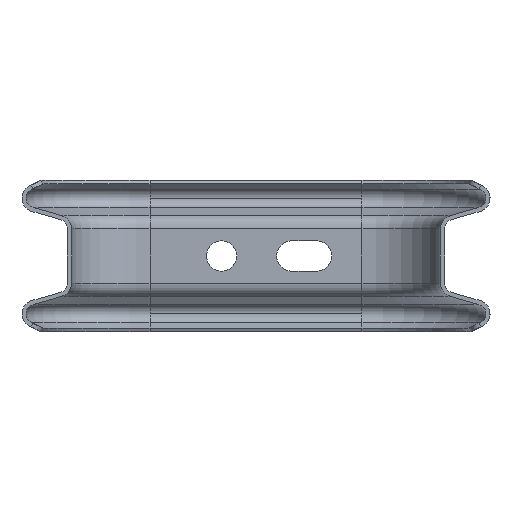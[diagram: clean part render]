
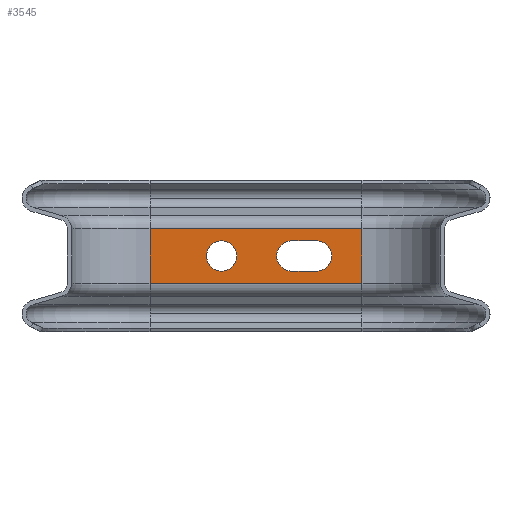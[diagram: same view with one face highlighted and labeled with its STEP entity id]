
A CAD part, left-side view. The second image highlights one B-rep face of the part: STEP entity #3545.
In plain terms, the highlighted planar face has unit normal (-1, 0, 0).
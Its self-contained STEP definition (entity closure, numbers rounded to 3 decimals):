
#75 = ORIENTED_EDGE ( 'NONE', *, *, #1956, .T. ) ;
#92 = ORIENTED_EDGE ( 'NONE', *, *, #580, .F. ) ;
#114 = FACE_OUTER_BOUND ( 'NONE', #4483, .T. ) ;
#189 = VERTEX_POINT ( 'NONE', #1717 ) ;
#242 = VECTOR ( 'NONE', #412, 1000. ) ;
#252 = CIRCLE ( 'NONE', #2754, 5.5 ) ;
#287 = DIRECTION ( 'NONE',  ( -1., 0., 0. ) ) ;
#396 = VERTEX_POINT ( 'NONE', #2096 ) ;
#412 = DIRECTION ( 'NONE',  ( 0., -1., 0. ) ) ;
#569 = DIRECTION ( 'NONE',  ( 0., -1., 0. ) ) ;
#580 = EDGE_CURVE ( 'NONE', #396, #1118, #3089, .T. ) ;
#604 = DIRECTION ( 'NONE',  ( -1., 0., 0. ) ) ;
#668 = LINE ( 'NONE', #4214, #4716 ) ;
#791 = EDGE_CURVE ( 'NONE', #1184, #804, #668, .T. ) ;
#804 = VERTEX_POINT ( 'NONE', #2470 ) ;
#820 = CARTESIAN_POINT ( 'NONE',  ( 176.5, -81.5, 5.5 ) ) ;
#884 = CIRCLE ( 'NONE', #4512, 5.5 ) ;
#906 = VECTOR ( 'NONE', #1540, 1000. ) ;
#1117 = CARTESIAN_POINT ( 'NONE',  ( 176.5, -30., -9.862 ) ) ;
#1118 = VERTEX_POINT ( 'NONE', #3780 ) ;
#1142 = EDGE_CURVE ( 'NONE', #2159, #396, #252, .T. ) ;
#1146 = VECTOR ( 'NONE', #1567, 1000. ) ;
#1184 = VERTEX_POINT ( 'NONE', #1117 ) ;
#1186 = DIRECTION ( 'NONE',  ( 0., 0., 1. ) ) ;
#1241 = AXIS2_PLACEMENT_3D ( 'NONE', #3410, #4810, #4393 ) ;
#1350 = LINE ( 'NONE', #3492, #5161 ) ;
#1379 = DIRECTION ( 'NONE',  ( 0., -1., 0. ) ) ;
#1415 = DIRECTION ( 'NONE',  ( 0., 1., 0. ) ) ;
#1540 = DIRECTION ( 'NONE',  ( 0., 0., 1. ) ) ;
#1542 = CARTESIAN_POINT ( 'NONE',  ( 176.5, -56., 0. ) ) ;
#1561 = VERTEX_POINT ( 'NONE', #4617 ) ;
#1567 = DIRECTION ( 'NONE',  ( 0., 1., 0. ) ) ;
#1599 = DIRECTION ( 'NONE',  ( -1., 0., 0. ) ) ;
#1651 = CARTESIAN_POINT ( 'NONE',  ( 176.5, -90.5, 5.5 ) ) ;
#1717 = CARTESIAN_POINT ( 'NONE',  ( 176.5, -56., -5.5 ) ) ;
#1732 = ORIENTED_EDGE ( 'NONE', *, *, #4207, .F. ) ;
#1743 = CARTESIAN_POINT ( 'NONE',  ( 176.5, -107., -9.862 ) ) ;
#1811 = CIRCLE ( 'NONE', #3130, 5.5 ) ;
#1956 = EDGE_CURVE ( 'NONE', #2313, #5157, #2774, .T. ) ;
#2051 = DIRECTION ( 'NONE',  ( 0., 0., 1. ) ) ;
#2096 = CARTESIAN_POINT ( 'NONE',  ( 176.5, -81.5, -5.5 ) ) ;
#2144 = ORIENTED_EDGE ( 'NONE', *, *, #1142, .F. ) ;
#2159 = VERTEX_POINT ( 'NONE', #820 ) ;
#2313 = VERTEX_POINT ( 'NONE', #1743 ) ;
#2339 = CARTESIAN_POINT ( 'NONE',  ( 176.5, -107., 9.862 ) ) ;
#2470 = CARTESIAN_POINT ( 'NONE',  ( 176.5, -30., 9.862 ) ) ;
#2754 = AXIS2_PLACEMENT_3D ( 'NONE', #3346, #287, #2051 ) ;
#2770 = PLANE ( 'NONE',  #4969 ) ;
#2774 = LINE ( 'NONE', #5133, #906 ) ;
#2783 = LINE ( 'NONE', #4562, #3205 ) ;
#2797 = DIRECTION ( 'NONE',  ( 1., 0., 0. ) ) ;
#2877 = EDGE_LOOP ( 'NONE', ( #3708, #5047 ) ) ;
#3068 = CARTESIAN_POINT ( 'NONE',  ( 176.5, -56., 0. ) ) ;
#3089 = LINE ( 'NONE', #5688, #242 ) ;
#3130 = AXIS2_PLACEMENT_3D ( 'NONE', #3068, #604, #5094 ) ;
#3203 = CARTESIAN_POINT ( 'NONE',  ( 176.5, -30., 9.862 ) ) ;
#3205 = VECTOR ( 'NONE', #569, 1000. ) ;
#3288 = ORIENTED_EDGE ( 'NONE', *, *, #5356, .T. ) ;
#3346 = CARTESIAN_POINT ( 'NONE',  ( 176.5, -81.5, 0. ) ) ;
#3410 = CARTESIAN_POINT ( 'NONE',  ( 176.5, -90.5, 0. ) ) ;
#3492 = CARTESIAN_POINT ( 'NONE',  ( 176.5, -30., -9.862 ) ) ;
#3545 = ADVANCED_FACE ( 'NONE', ( #4984, #3703, #114 ), #2770, .F. ) ;
#3597 = EDGE_LOOP ( 'NONE', ( #4116, #1732, #92, #2144 ) ) ;
#3703 = FACE_BOUND ( 'NONE', #2877, .T. ) ;
#3708 = ORIENTED_EDGE ( 'NONE', *, *, #5064, .F. ) ;
#3738 = EDGE_CURVE ( 'NONE', #4226, #2159, #4258, .T. ) ;
#3763 = CIRCLE ( 'NONE', #1241, 5.5 ) ;
#3780 = CARTESIAN_POINT ( 'NONE',  ( 176.5, -90.5, -5.5 ) ) ;
#3799 = DIRECTION ( 'NONE',  ( 0., 0., 1. ) ) ;
#3848 = CARTESIAN_POINT ( 'NONE',  ( 176.5, -90.5, 5.5 ) ) ;
#4116 = ORIENTED_EDGE ( 'NONE', *, *, #3738, .F. ) ;
#4207 = EDGE_CURVE ( 'NONE', #1118, #4226, #3763, .T. ) ;
#4214 = CARTESIAN_POINT ( 'NONE',  ( 176.5, -30., 9.862 ) ) ;
#4226 = VERTEX_POINT ( 'NONE', #1651 ) ;
#4258 = LINE ( 'NONE', #3848, #1146 ) ;
#4393 = DIRECTION ( 'NONE',  ( 0., 0., 1. ) ) ;
#4483 = EDGE_LOOP ( 'NONE', ( #5672, #4868, #3288, #75 ) ) ;
#4512 = AXIS2_PLACEMENT_3D ( 'NONE', #1542, #1599, #3799 ) ;
#4562 = CARTESIAN_POINT ( 'NONE',  ( 176.5, -30., 9.862 ) ) ;
#4617 = CARTESIAN_POINT ( 'NONE',  ( 176.5, -56., 5.5 ) ) ;
#4716 = VECTOR ( 'NONE', #1186, 1000. ) ;
#4810 = DIRECTION ( 'NONE',  ( -1., 0., 0. ) ) ;
#4858 = EDGE_CURVE ( 'NONE', #189, #1561, #884, .T. ) ;
#4868 = ORIENTED_EDGE ( 'NONE', *, *, #791, .F. ) ;
#4969 = AXIS2_PLACEMENT_3D ( 'NONE', #3203, #2797, #1415 ) ;
#4984 = FACE_BOUND ( 'NONE', #3597, .T. ) ;
#5047 = ORIENTED_EDGE ( 'NONE', *, *, #4858, .F. ) ;
#5064 = EDGE_CURVE ( 'NONE', #1561, #189, #1811, .T. ) ;
#5094 = DIRECTION ( 'NONE',  ( 0., 0., 1. ) ) ;
#5133 = CARTESIAN_POINT ( 'NONE',  ( 176.5, -107., 0. ) ) ;
#5157 = VERTEX_POINT ( 'NONE', #2339 ) ;
#5161 = VECTOR ( 'NONE', #1379, 1000. ) ;
#5356 = EDGE_CURVE ( 'NONE', #1184, #2313, #1350, .T. ) ;
#5604 = EDGE_CURVE ( 'NONE', #804, #5157, #2783, .T. ) ;
#5672 = ORIENTED_EDGE ( 'NONE', *, *, #5604, .F. ) ;
#5688 = CARTESIAN_POINT ( 'NONE',  ( 176.5, -90.5, -5.5 ) ) ;
